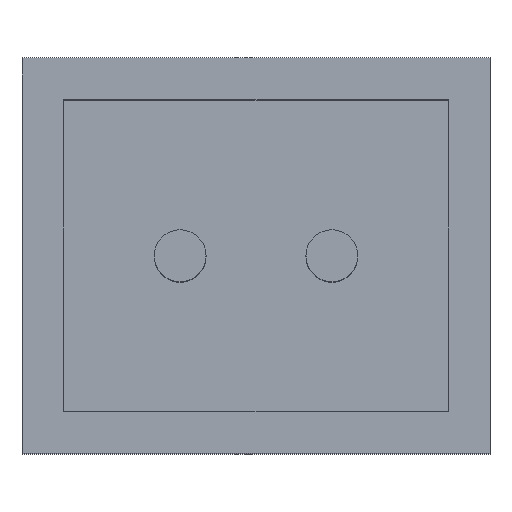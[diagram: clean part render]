
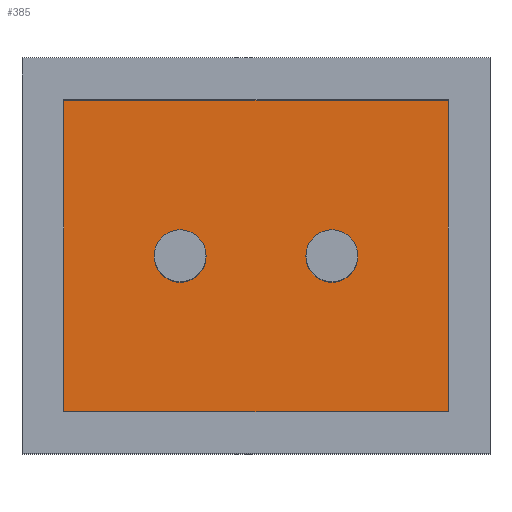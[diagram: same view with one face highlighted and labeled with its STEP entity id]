
A CAD part, top view. The second image highlights one B-rep face of the part: STEP entity #385.
In plain terms, the highlighted planar face has unit normal (0, 0, 1).
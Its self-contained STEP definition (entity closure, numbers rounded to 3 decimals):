
#276 = VERTEX_POINT('',#277);
#277 = CARTESIAN_POINT('',(1.85,-1.5,0.6));
#283 = EDGE_CURVE('',#276,#284,#286,.T.);
#284 = VERTEX_POINT('',#285);
#285 = CARTESIAN_POINT('',(1.85,1.5,0.6));
#286 = LINE('',#287,#288);
#287 = CARTESIAN_POINT('',(1.85,-1.5,0.6));
#288 = VECTOR('',#289,1.);
#289 = DIRECTION('',(0.,1.,0.));
#307 = EDGE_CURVE('',#284,#308,#310,.T.);
#308 = VERTEX_POINT('',#309);
#309 = CARTESIAN_POINT('',(-1.85,1.5,0.6));
#310 = LINE('',#311,#312);
#311 = CARTESIAN_POINT('',(1.85,1.5,0.6));
#312 = VECTOR('',#313,1.);
#313 = DIRECTION('',(-1.,0.,0.));
#331 = EDGE_CURVE('',#308,#332,#334,.T.);
#332 = VERTEX_POINT('',#333);
#333 = CARTESIAN_POINT('',(-1.85,-1.5,0.6));
#334 = LINE('',#335,#336);
#335 = CARTESIAN_POINT('',(-1.85,1.5,0.6));
#336 = VECTOR('',#337,1.);
#337 = DIRECTION('',(0.,-1.,0.));
#355 = EDGE_CURVE('',#332,#276,#356,.T.);
#356 = LINE('',#357,#358);
#357 = CARTESIAN_POINT('',(-1.85,-1.5,0.6));
#358 = VECTOR('',#359,1.);
#359 = DIRECTION('',(1.,0.,0.));
#385 = ADVANCED_FACE('',(#386,#392,#403),#414,.T.);
#386 = FACE_BOUND('',#387,.T.);
#387 = EDGE_LOOP('',(#388,#389,#390,#391));
#388 = ORIENTED_EDGE('',*,*,#283,.T.);
#389 = ORIENTED_EDGE('',*,*,#307,.T.);
#390 = ORIENTED_EDGE('',*,*,#331,.T.);
#391 = ORIENTED_EDGE('',*,*,#355,.T.);
#392 = FACE_BOUND('',#393,.T.);
#393 = EDGE_LOOP('',(#394));
#394 = ORIENTED_EDGE('',*,*,#395,.T.);
#395 = EDGE_CURVE('',#396,#396,#398,.T.);
#396 = VERTEX_POINT('',#397);
#397 = CARTESIAN_POINT('',(0.98,0.,0.6));
#398 = CIRCLE('',#399,0.25);
#399 = AXIS2_PLACEMENT_3D('',#400,#401,#402);
#400 = CARTESIAN_POINT('',(0.73,0.,0.6));
#401 = DIRECTION('',(0.,0.,-1.));
#402 = DIRECTION('',(1.,0.,0.));
#403 = FACE_BOUND('',#404,.T.);
#404 = EDGE_LOOP('',(#405));
#405 = ORIENTED_EDGE('',*,*,#406,.T.);
#406 = EDGE_CURVE('',#407,#407,#409,.T.);
#407 = VERTEX_POINT('',#408);
#408 = CARTESIAN_POINT('',(-0.48,0.,0.6));
#409 = CIRCLE('',#410,0.25);
#410 = AXIS2_PLACEMENT_3D('',#411,#412,#413);
#411 = CARTESIAN_POINT('',(-0.73,0.,0.6));
#412 = DIRECTION('',(0.,0.,-1.));
#413 = DIRECTION('',(1.,0.,0.));
#414 = PLANE('',#415);
#415 = AXIS2_PLACEMENT_3D('',#416,#417,#418);
#416 = CARTESIAN_POINT('',(0.,0.,0.6));
#417 = DIRECTION('',(0.,0.,1.));
#418 = DIRECTION('',(0.,1.,0.));
